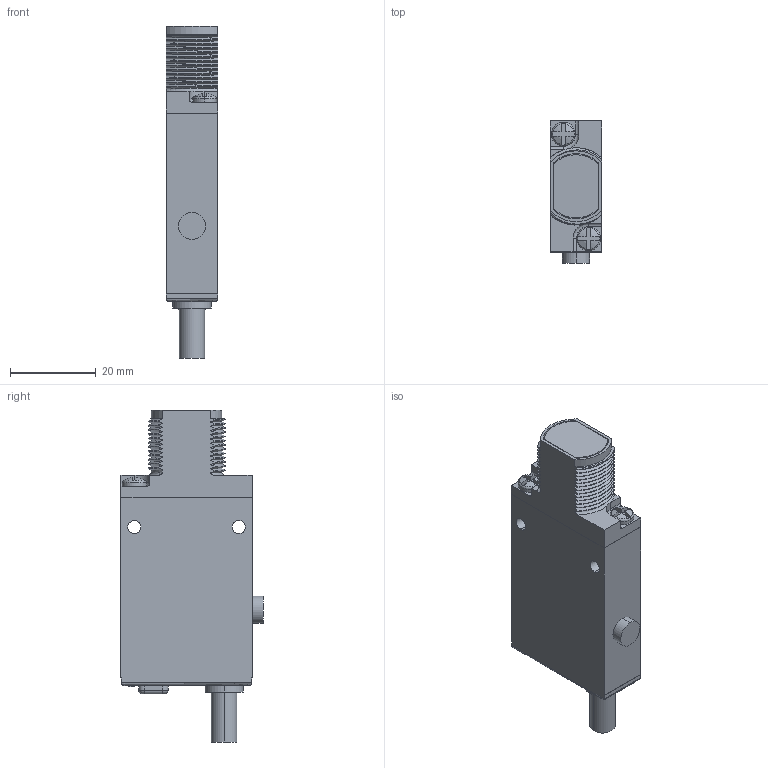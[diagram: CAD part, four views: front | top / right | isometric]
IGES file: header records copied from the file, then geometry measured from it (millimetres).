
Start section:  PTC IGES file: 154495.igs
Global section: file name: 154495.igs; native system: Pro/ENGINEER by Parametric Technology Corporation; preprocessor: 2009141; author: banengservice; organization: Unknown; date: 20110110.140157; units: inch
Bounding box: 12.09 x 33.27 x 77.43 mm (x, y, z)
Volume: 8004.8 mm3; surface area: 13635.9 mm2
Topology: 4 solids, 6 shells, 673 faces, 1820 edges, 1184 vertices
Faces by surface type: bspline 447, revolution 226
